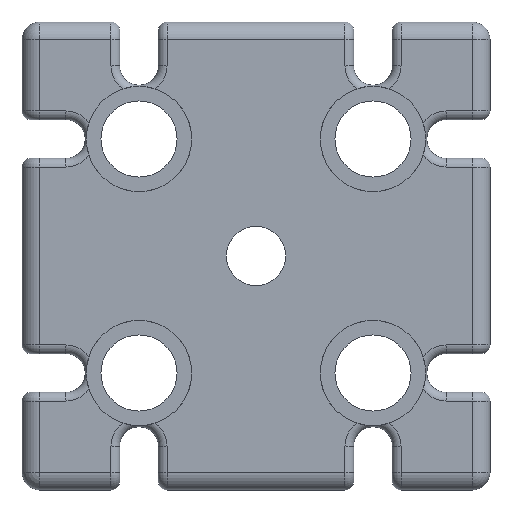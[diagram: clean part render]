
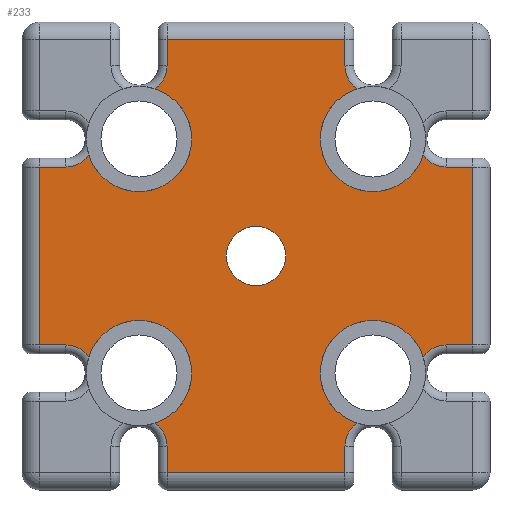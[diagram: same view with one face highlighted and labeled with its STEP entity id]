
A CAD part, front view. The second image highlights one B-rep face of the part: STEP entity #233.
In plain terms, the highlighted planar face has unit normal (0, -1, 0).
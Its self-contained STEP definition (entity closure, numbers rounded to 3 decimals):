
#233=ADVANCED_FACE('',(#591,#592),#593,.T.);
#591=FACE_OUTER_BOUND('',#1079,.T.);
#592=FACE_BOUND('',#1080,.T.);
#593=PLANE('',#1081);
#1079=EDGE_LOOP('',(#1697,#1698,#1699,#1700,#1701,#1702,#1703,#1704,#1705,#1706,#1707,#1708,#1709,#1710,#1711,#1712,#1713,#1714,#1715,#1716,#1717,#1718,#1719,#1720,#1721,#1722,#1723,#1724));
#1080=EDGE_LOOP('',(#1725,#1726));
#1081=AXIS2_PLACEMENT_3D('',#1727,#1728,#1729);
#1697=ORIENTED_EDGE('',*,*,#2983,.F.);
#1698=ORIENTED_EDGE('',*,*,#2985,.F.);
#1699=ORIENTED_EDGE('',*,*,#2926,.T.);
#1700=ORIENTED_EDGE('',*,*,#2986,.T.);
#1701=ORIENTED_EDGE('',*,*,#2987,.F.);
#1702=ORIENTED_EDGE('',*,*,#2988,.T.);
#1703=ORIENTED_EDGE('',*,*,#2989,.T.);
#1704=ORIENTED_EDGE('',*,*,#2990,.F.);
#1705=ORIENTED_EDGE('',*,*,#2991,.F.);
#1706=ORIENTED_EDGE('',*,*,#2992,.T.);
#1707=ORIENTED_EDGE('',*,*,#2905,.T.);
#1708=ORIENTED_EDGE('',*,*,#2993,.F.);
#1709=ORIENTED_EDGE('',*,*,#2994,.T.);
#1710=ORIENTED_EDGE('',*,*,#2995,.T.);
#1711=ORIENTED_EDGE('',*,*,#2996,.F.);
#1712=ORIENTED_EDGE('',*,*,#2997,.F.);
#1713=ORIENTED_EDGE('',*,*,#2998,.T.);
#1714=ORIENTED_EDGE('',*,*,#2913,.T.);
#1715=ORIENTED_EDGE('',*,*,#2999,.F.);
#1716=ORIENTED_EDGE('',*,*,#3000,.T.);
#1717=ORIENTED_EDGE('',*,*,#3001,.T.);
#1718=ORIENTED_EDGE('',*,*,#3002,.F.);
#1719=ORIENTED_EDGE('',*,*,#3003,.F.);
#1720=ORIENTED_EDGE('',*,*,#2918,.T.);
#1721=ORIENTED_EDGE('',*,*,#3004,.T.);
#1722=ORIENTED_EDGE('',*,*,#3005,.F.);
#1723=ORIENTED_EDGE('',*,*,#3006,.T.);
#1724=ORIENTED_EDGE('',*,*,#3007,.T.);
#1725=ORIENTED_EDGE('',*,*,#3008,.T.);
#1726=ORIENTED_EDGE('',*,*,#2879,.T.);
#1727=CARTESIAN_POINT('',(0.0,-15.0,0.));
#1728=DIRECTION('',(0.0,-1.0,0.0));
#1729=DIRECTION('',(1.0,0.0,0.0));
#2879=EDGE_CURVE('',#3424,#3421,#3425,.T.);
#2905=EDGE_CURVE('',#3471,#3469,#3472,.T.);
#2913=EDGE_CURVE('',#3486,#3484,#3487,.T.);
#2918=EDGE_CURVE('',#3495,#3492,#3496,.T.);
#2926=EDGE_CURVE('',#3510,#3507,#3511,.T.);
#2983=EDGE_CURVE('',#3590,#3585,#3592,.T.);
#2985=EDGE_CURVE('',#3510,#3590,#3594,.T.);
#2986=EDGE_CURVE('',#3507,#3595,#3596,.T.);
#2987=EDGE_CURVE('',#3597,#3595,#3598,.T.);
#2988=EDGE_CURVE('',#3597,#3599,#3600,.T.);
#2989=EDGE_CURVE('',#3599,#3601,#3602,.T.);
#2990=EDGE_CURVE('',#3603,#3601,#3604,.T.);
#2991=EDGE_CURVE('',#3605,#3603,#3606,.T.);
#2992=EDGE_CURVE('',#3605,#3471,#3607,.T.);
#2993=EDGE_CURVE('',#3608,#3469,#3609,.T.);
#2994=EDGE_CURVE('',#3608,#3610,#3611,.T.);
#2995=EDGE_CURVE('',#3610,#3612,#3613,.T.);
#2996=EDGE_CURVE('',#3614,#3612,#3615,.T.);
#2997=EDGE_CURVE('',#3616,#3614,#3617,.T.);
#2998=EDGE_CURVE('',#3616,#3486,#3618,.T.);
#2999=EDGE_CURVE('',#3619,#3484,#3620,.T.);
#3000=EDGE_CURVE('',#3619,#3621,#3622,.T.);
#3001=EDGE_CURVE('',#3621,#3623,#3624,.T.);
#3002=EDGE_CURVE('',#3625,#3623,#3626,.T.);
#3003=EDGE_CURVE('',#3495,#3625,#3627,.T.);
#3004=EDGE_CURVE('',#3492,#3628,#3629,.T.);
#3005=EDGE_CURVE('',#3630,#3628,#3631,.T.);
#3006=EDGE_CURVE('',#3630,#3632,#3633,.T.);
#3007=EDGE_CURVE('',#3632,#3585,#3634,.T.);
#3008=EDGE_CURVE('',#3421,#3424,#3635,.T.);
#3421=VERTEX_POINT('',#4198);
#3424=VERTEX_POINT('',#4202);
#3425=CIRCLE('',#4203,5.053);
#3469=VERTEX_POINT('',#4257);
#3471=VERTEX_POINT('',#4292);
#3472=CIRCLE('',#4293,9.0);
#3484=VERTEX_POINT('',#4340);
#3486=VERTEX_POINT('',#4375);
#3487=CIRCLE('',#4376,9.0);
#3492=VERTEX_POINT('',#4382);
#3495=VERTEX_POINT('',#4386);
#3496=CIRCLE('',#4387,9.0);
#3507=VERTEX_POINT('',#4465);
#3510=VERTEX_POINT('',#4469);
#3511=CIRCLE('',#4470,9.0);
#3585=VERTEX_POINT('',#4592);
#3590=VERTEX_POINT('',#4598);
#3592=LINE('',#4600,#4601);
#3594=CIRCLE('',#4603,4.8);
#3595=VERTEX_POINT('',#4604);
#3596=CIRCLE('',#4605,9.0);
#3597=VERTEX_POINT('',#4606);
#3598=CIRCLE('',#4607,4.8);
#3599=VERTEX_POINT('',#4608);
#3600=LINE('',#4609,#4610);
#3601=VERTEX_POINT('',#4611);
#3602=LINE('',#4612,#4613);
#3603=VERTEX_POINT('',#4614);
#3604=LINE('',#4615,#4616);
#3605=VERTEX_POINT('',#4617);
#3606=CIRCLE('',#4618,4.8);
#3607=CIRCLE('',#4619,9.0);
#3608=VERTEX_POINT('',#4620);
#3609=CIRCLE('',#4621,4.8);
#3610=VERTEX_POINT('',#4622);
#3611=LINE('',#4623,#4624);
#3612=VERTEX_POINT('',#4625);
#3613=LINE('',#4626,#4627);
#3614=VERTEX_POINT('',#4628);
#3615=LINE('',#4629,#4630);
#3616=VERTEX_POINT('',#4631);
#3617=CIRCLE('',#4632,4.8);
#3618=CIRCLE('',#4633,9.0);
#3619=VERTEX_POINT('',#4634);
#3620=CIRCLE('',#4635,4.8);
#3621=VERTEX_POINT('',#4636);
#3622=LINE('',#4637,#4638);
#3623=VERTEX_POINT('',#4639);
#3624=LINE('',#4640,#4641);
#3625=VERTEX_POINT('',#4642);
#3626=LINE('',#4643,#4644);
#3627=CIRCLE('',#4645,4.8);
#3628=VERTEX_POINT('',#4646);
#3629=CIRCLE('',#4647,9.0);
#3630=VERTEX_POINT('',#4648);
#3631=CIRCLE('',#4649,4.8);
#3632=VERTEX_POINT('',#4650);
#3633=LINE('',#4651,#4652);
#3634=LINE('',#4653,#4654);
#3635=CIRCLE('',#4655,5.053);
#4198=CARTESIAN_POINT('',(5.053,-15.0,0.0));
#4202=CARTESIAN_POINT('',(-5.053,-15.0,0.));
#4203=AXIS2_PLACEMENT_3D('',#5543,#5544,#5545);
#4257=CARTESIAN_POINT('',(28.568,-15.0,-17.246));
#4292=CARTESIAN_POINT('',(11.0,-15.0,-20.0));
#4293=AXIS2_PLACEMENT_3D('',#5583,#5584,#5585);
#4340=CARTESIAN_POINT('',(17.246,-15.0,28.568));
#4375=CARTESIAN_POINT('',(11.0,-15.0,20.0));
#4376=AXIS2_PLACEMENT_3D('',#5594,#5595,#5596);
#4382=CARTESIAN_POINT('',(-11.0,-15.0,20.0));
#4386=CARTESIAN_POINT('',(-17.246,-15.0,28.568));
#4387=AXIS2_PLACEMENT_3D('',#5602,#5603,#5604);
#4465=CARTESIAN_POINT('',(-11.0,-15.0,-20.0));
#4469=CARTESIAN_POINT('',(-28.568,-15.0,-17.246));
#4470=AXIS2_PLACEMENT_3D('',#5613,#5614,#5615);
#4592=CARTESIAN_POINT('',(-37.0,-15.0,-15.2));
#4598=CARTESIAN_POINT('',(-32.5,-15.0,-15.2));
#4600=CARTESIAN_POINT('',(-34.75,-15.0,-15.2));
#4601=VECTOR('',#5698,1.0);
#4603=AXIS2_PLACEMENT_3D('',#5699,#5700,#5701);
#4604=CARTESIAN_POINT('',(-17.246,-15.0,-28.568));
#4605=AXIS2_PLACEMENT_3D('',#5702,#5703,#5704);
#4606=CARTESIAN_POINT('',(-15.2,-15.0,-32.5));
#4607=AXIS2_PLACEMENT_3D('',#5705,#5706,#5707);
#4608=CARTESIAN_POINT('',(-15.2,-15.0,-37.0));
#4609=CARTESIAN_POINT('',(-15.2,-15.0,-34.75));
#4610=VECTOR('',#5708,1.0);
#4611=CARTESIAN_POINT('',(15.2,-15.0,-37.0));
#4612=CARTESIAN_POINT('',(0.0,-15.0,-37.0));
#4613=VECTOR('',#5709,1.0);
#4614=CARTESIAN_POINT('',(15.2,-15.0,-32.5));
#4615=CARTESIAN_POINT('',(15.2,-15.0,-34.75));
#4616=VECTOR('',#5710,1.0);
#4617=CARTESIAN_POINT('',(17.246,-15.0,-28.568));
#4618=AXIS2_PLACEMENT_3D('',#5711,#5712,#5713);
#4619=AXIS2_PLACEMENT_3D('',#5714,#5715,#5716);
#4620=CARTESIAN_POINT('',(32.5,-15.0,-15.2));
#4621=AXIS2_PLACEMENT_3D('',#5717,#5718,#5719);
#4622=CARTESIAN_POINT('',(37.0,-15.0,-15.2));
#4623=CARTESIAN_POINT('',(34.75,-15.0,-15.2));
#4624=VECTOR('',#5720,1.0);
#4625=CARTESIAN_POINT('',(37.0,-15.0,15.2));
#4626=CARTESIAN_POINT('',(37.0,-15.0,0.0));
#4627=VECTOR('',#5721,1.0);
#4628=CARTESIAN_POINT('',(32.5,-15.0,15.2));
#4629=CARTESIAN_POINT('',(34.75,-15.0,15.2));
#4630=VECTOR('',#5722,1.0);
#4631=CARTESIAN_POINT('',(28.568,-15.0,17.246));
#4632=AXIS2_PLACEMENT_3D('',#5723,#5724,#5725);
#4633=AXIS2_PLACEMENT_3D('',#5726,#5727,#5728);
#4634=CARTESIAN_POINT('',(15.2,-15.0,32.5));
#4635=AXIS2_PLACEMENT_3D('',#5729,#5730,#5731);
#4636=CARTESIAN_POINT('',(15.2,-15.0,37.0));
#4637=CARTESIAN_POINT('',(15.2,-15.0,34.75));
#4638=VECTOR('',#5732,1.0);
#4639=CARTESIAN_POINT('',(-15.2,-15.0,37.0));
#4640=CARTESIAN_POINT('',(0.0,-15.0,37.0));
#4641=VECTOR('',#5733,1.0);
#4642=CARTESIAN_POINT('',(-15.2,-15.0,32.5));
#4643=CARTESIAN_POINT('',(-15.2,-15.0,34.75));
#4644=VECTOR('',#5734,1.0);
#4645=AXIS2_PLACEMENT_3D('',#5735,#5736,#5737);
#4646=CARTESIAN_POINT('',(-28.568,-15.0,17.246));
#4647=AXIS2_PLACEMENT_3D('',#5738,#5739,#5740);
#4648=CARTESIAN_POINT('',(-32.5,-15.0,15.2));
#4649=AXIS2_PLACEMENT_3D('',#5741,#5742,#5743);
#4650=CARTESIAN_POINT('',(-37.0,-15.0,15.2));
#4651=CARTESIAN_POINT('',(-34.75,-15.0,15.2));
#4652=VECTOR('',#5744,1.0);
#4653=CARTESIAN_POINT('',(-37.0,-15.0,0.0));
#4654=VECTOR('',#5745,1.0);
#4655=AXIS2_PLACEMENT_3D('',#5746,#5747,#5748);
#5543=CARTESIAN_POINT('',(0.0,-15.0,0.0));
#5544=DIRECTION('',(-0.0,1.0,0.0));
#5545=DIRECTION('',(1.0,0.0,0.0));
#5583=CARTESIAN_POINT('',(20.0,-15.0,-20.0));
#5584=DIRECTION('',(-0.0,1.0,0.0));
#5585=DIRECTION('',(1.0,0.0,0.0));
#5594=CARTESIAN_POINT('',(20.0,-15.0,20.0));
#5595=DIRECTION('',(-0.0,1.0,0.0));
#5596=DIRECTION('',(1.0,0.0,0.0));
#5602=CARTESIAN_POINT('',(-20.0,-15.0,20.0));
#5603=DIRECTION('',(-0.0,1.0,0.0));
#5604=DIRECTION('',(1.0,0.0,0.0));
#5613=CARTESIAN_POINT('',(-20.0,-15.0,-20.0));
#5614=DIRECTION('',(-0.0,1.0,0.0));
#5615=DIRECTION('',(1.0,0.0,0.0));
#5698=DIRECTION('',(-1.0,-0.0,0.0));
#5699=CARTESIAN_POINT('',(-32.5,-15.0,-20.0));
#5700=DIRECTION('',(0.0,-1.0,0.0));
#5701=DIRECTION('',(0.0,0.0,-1.0));
#5702=CARTESIAN_POINT('',(-20.0,-15.0,-20.0));
#5703=DIRECTION('',(-0.0,1.0,0.0));
#5704=DIRECTION('',(1.0,0.0,0.0));
#5705=CARTESIAN_POINT('',(-20.0,-15.0,-32.5));
#5706=DIRECTION('',(0.0,-1.0,0.0));
#5707=DIRECTION('',(0.0,0.0,-1.0));
#5708=DIRECTION('',(0.0,-0.0,-1.0));
#5709=DIRECTION('',(1.0,-0.0,0.0));
#5710=DIRECTION('',(0.0,-0.0,-1.0));
#5711=CARTESIAN_POINT('',(20.0,-15.0,-32.5));
#5712=DIRECTION('',(0.0,-1.0,0.0));
#5713=DIRECTION('',(0.0,0.0,-1.0));
#5714=CARTESIAN_POINT('',(20.0,-15.0,-20.0));
#5715=DIRECTION('',(-0.0,1.0,0.0));
#5716=DIRECTION('',(1.0,0.0,0.0));
#5717=CARTESIAN_POINT('',(32.5,-15.0,-20.0));
#5718=DIRECTION('',(0.0,-1.0,0.0));
#5719=DIRECTION('',(0.0,0.0,-1.0));
#5720=DIRECTION('',(1.0,-0.0,0.0));
#5721=DIRECTION('',(0.0,-0.0,1.0));
#5722=DIRECTION('',(1.0,-0.0,0.0));
#5723=CARTESIAN_POINT('',(32.5,-15.0,20.0));
#5724=DIRECTION('',(0.0,-1.0,0.0));
#5725=DIRECTION('',(0.0,0.0,-1.0));
#5726=CARTESIAN_POINT('',(20.0,-15.0,20.0));
#5727=DIRECTION('',(-0.0,1.0,0.0));
#5728=DIRECTION('',(1.0,0.0,0.0));
#5729=CARTESIAN_POINT('',(20.0,-15.0,32.5));
#5730=DIRECTION('',(0.0,-1.0,0.0));
#5731=DIRECTION('',(0.0,0.0,-1.0));
#5732=DIRECTION('',(0.0,-0.0,1.0));
#5733=DIRECTION('',(-1.0,-0.0,0.0));
#5734=DIRECTION('',(0.0,-0.0,1.0));
#5735=CARTESIAN_POINT('',(-20.0,-15.0,32.5));
#5736=DIRECTION('',(0.0,-1.0,0.0));
#5737=DIRECTION('',(0.0,0.0,-1.0));
#5738=CARTESIAN_POINT('',(-20.0,-15.0,20.0));
#5739=DIRECTION('',(-0.0,1.0,0.0));
#5740=DIRECTION('',(1.0,0.0,0.0));
#5741=CARTESIAN_POINT('',(-32.5,-15.0,20.0));
#5742=DIRECTION('',(0.0,-1.0,0.0));
#5743=DIRECTION('',(0.0,0.0,-1.0));
#5744=DIRECTION('',(-1.0,-0.0,0.0));
#5745=DIRECTION('',(0.0,-0.0,-1.0));
#5746=CARTESIAN_POINT('',(0.0,-15.0,0.0));
#5747=DIRECTION('',(-0.0,1.0,0.0));
#5748=DIRECTION('',(1.0,0.0,0.0));
